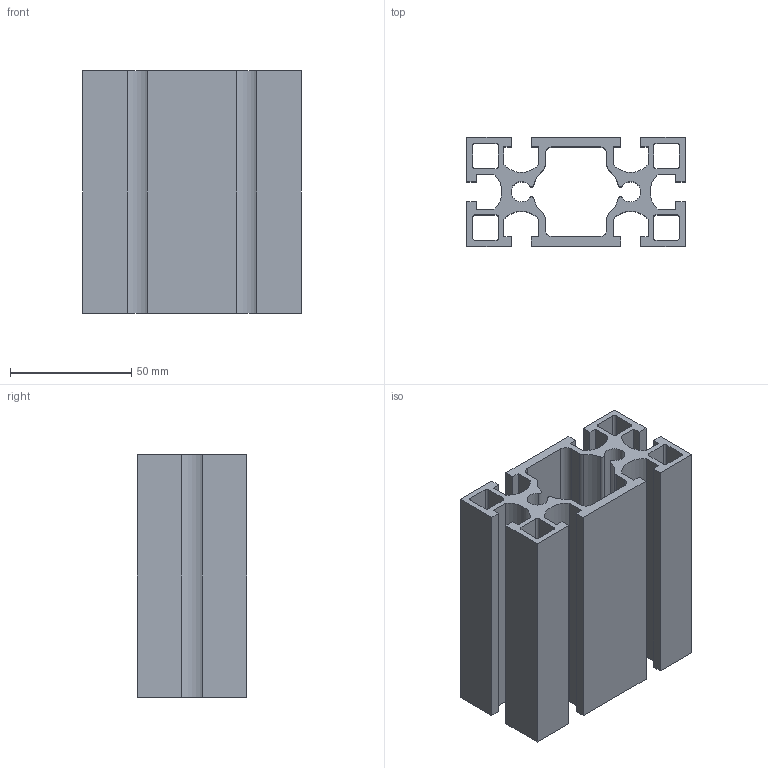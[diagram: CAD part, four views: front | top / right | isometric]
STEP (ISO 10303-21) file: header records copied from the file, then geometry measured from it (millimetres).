
FILE_DESCRIPTION((''),'2;1');
FILE_NAME('AF4590-8.stp','2009-08-29T11:04:46',('Administrator'),(''),'Autodesk Inventor 2008','Autodesk Inventor 2008','');
FILE_SCHEMA(('AUTOMOTIVE_DESIGN { 1 0 10303 214 1 1 1 1 }'));
Length unit declared in the file: millimetre
Products named in the file (1): AF4590-8
Bounding box: 90 x 45 x 100 mm (x, y, z)
Volume: 139643.6 mm3; surface area: 84539.1 mm2
Topology: 1 solids, 1 shells, 110 faces, 324 edges, 216 vertices
Faces by surface type: plane 70, cylinder 40
Entity records: 3714 total; most frequent: CARTESIAN_POINT 651, ORIENTED_EDGE 648, DIRECTION 626, EDGE_CURVE 324, VECTOR 244, LINE 244, VERTEX_POINT 216, AXIS2_PLACEMENT_3D 191
